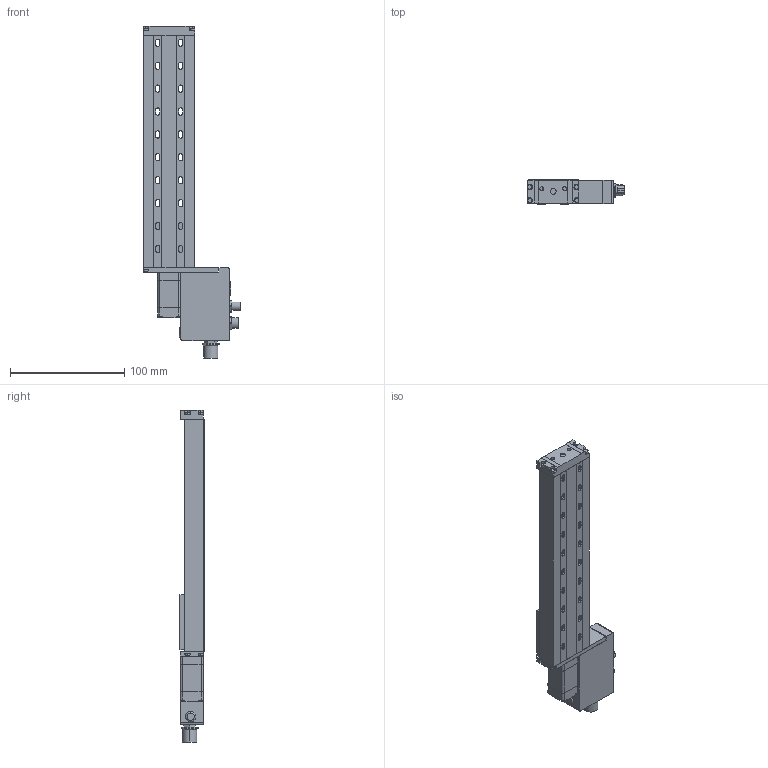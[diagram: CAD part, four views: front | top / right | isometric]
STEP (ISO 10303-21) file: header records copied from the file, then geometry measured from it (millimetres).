
FILE_DESCRIPTION (( 'STEP AP203' ), '1' );
FILE_NAME ('X-LSM150x.step', '2023-05-17T23:35:22', ( '' ), ( '' ), 'SwSTEP 2.0', 'SolidWorks 2019', '' );
FILE_SCHEMA (( 'CONFIG_CONTROL_DESIGN' ));
Length unit declared in the file: millimetre
Products named in the file (4): X-LSM150x; LSM_base^LSM_X-LSM150; NMS08_motor^LSM_X-LSM; LSM_carriage^LSM_LSM
Assembly tree (3 placements, depth 2):
  X-LSM150x
    NMS08_motor^LSM_X-LSM
    LSM_base^LSM_X-LSM150
    LSM_carriage^LSM_LSM
Bounding box: 84.81 x 21 x 290 mm (x, y, z)
Volume: 158805.3 mm3; surface area: 74249.2 mm2
Topology: 35 solids, 35 shells, 797 faces, 1984 edges, 1316 vertices
Faces by surface type: plane 435, cylinder 352, torus 6, cone 4
Entity records: 24454 total; most frequent: DIRECTION 4312, CARTESIAN_POINT 4115, ORIENTED_EDGE 3968, EDGE_CURVE 1984, AXIS2_PLACEMENT_3D 1529, VERTEX_POINT 1316, LINE 1254, VECTOR 1254
